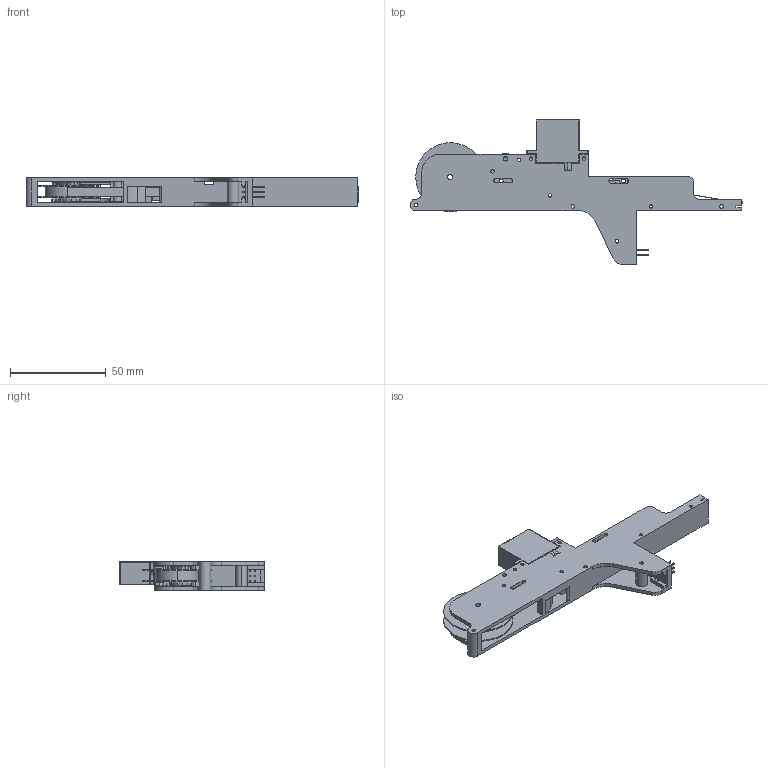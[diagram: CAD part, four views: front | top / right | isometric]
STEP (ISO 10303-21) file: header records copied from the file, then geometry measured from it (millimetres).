
FILE_DESCRIPTION((''),'2;1');
FILE_NAME('SMT_FEEDER_ONE_SERVO_ASM','2017-01-27T22:03:01',('szita'),(''),'PRO/ENGINEER BY PARAMETRIC TECHNOLOGY CORPORATION, 2007090','PRO/ENGINEER BY PARAMETRIC TECHNOLOGY CORPORATION, 2007090','');
FILE_SCHEMA(('CONFIG_CONTROL_DESIGN'));
Length unit declared in the file: millimetre
Products named in the file (22): SMT_FEEDER_ONE_SERVO_BOX; PRT0002; ASSEMBLY_ASM; KAR; SG_90_KARRAL_ASM; TAPE_8MM; TUSKE_V2; KAR_TOL1; FOLIA_RUGOV2; FOLIA_SERVO_SINGLE; GEAR_FOLIA; FOG_HUZ_V5; GUMI_HUZ; RACSNI_KAR; _623-2Z_PART1; _623-2Z_PART2; _623-2Z_PART3; 623-2Z_ASM; 623_2Z_ASM; TUSKESOR; KAR_FOLIA_TOSERVO; SMT_FEEDER_ONE_SERVO_ASM
Assembly tree (28 placements, depth 4):
  SMT_FEEDER_ONE_SERVO_ASM
    SMT_FEEDER_ONE_SERVO_BOX
    SG_90_KARRAL_ASM
      ASSEMBLY_ASM
        PRT0002
      KAR
    TAPE_8MM
    TUSKE_V2
    KAR_TOL1
    FOLIA_RUGOV2
    FOLIA_SERVO_SINGLE
    GEAR_FOLIA
    FOG_HUZ_V5
    GUMI_HUZ
    RACSNI_KAR
    623_2Z_ASM  x2
      623-2Z_ASM
        _623-2Z_PART1
        _623-2Z_PART2
        _623-2Z_PART3  x7
    TUSKESOR
    KAR_FOLIA_TOSERVO
Bounding box: 173.2 x 75.5 x 15 mm (x, y, z)
Volume: 37171.5 mm3; surface area: 38006.6 mm2
Topology: 31 solids, 31 shells, 1029 faces, 2608 edges, 1606 vertices
Faces by surface type: plane 503, cylinder 326, torus 104, sphere 48, cone 40, bspline 6, extrusion 2
Entity records: 28689 total; most frequent: CARTESIAN_POINT 5356, DIRECTION 4942, ORIENTED_EDGE 4632, EDGE_CURVE 2316, AXIS2_PLACEMENT_3D 1690, VECTOR 1562, LINE 1560, VERTEX_POINT 1480
